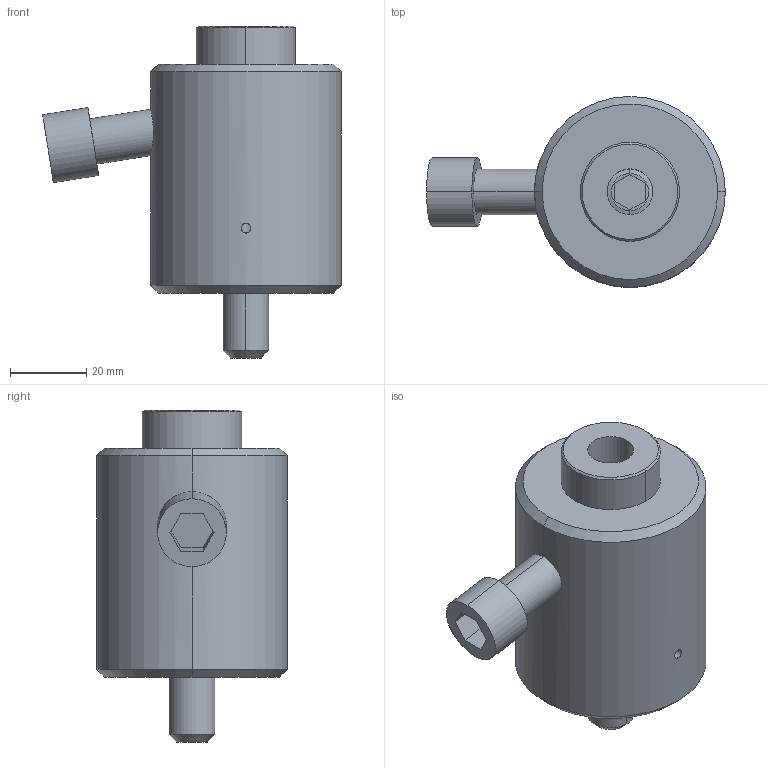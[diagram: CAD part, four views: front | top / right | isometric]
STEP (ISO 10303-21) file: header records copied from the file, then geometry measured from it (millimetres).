
FILE_DESCRIPTION (( 'STEP AP203' ), '1' );
FILE_NAME ('bj351-12001.STEP', '2021-10-25T01:24:34', ( '' ), ( '' ), 'SwSTEP 2.0', 'SolidWorks 2020', '' );
FILE_SCHEMA (( 'CONFIG_CONTROL_DESIGN' ));
Length unit declared in the file: millimetre
Products named in the file (4): bj351-12001; bj351-12001_02; bj351-12001_03; bj351-12001_01
Assembly tree (3 placements, depth 2):
  bj351-12001
    bj351-12001_01
    bj351-12001_02
    bj351-12001_03
Bounding box: 78.27 x 50 x 87 mm (x, y, z)
Volume: 115832.7 mm3; surface area: 27218.3 mm2
Topology: 3 solids, 3 shells, 56 faces, 121 edges, 76 vertices
Faces by surface type: plane 24, cylinder 20, cone 10, torus 2
Entity records: 2091 total; most frequent: CARTESIAN_POINT 415, DIRECTION 287, ORIENTED_EDGE 242, EDGE_CURVE 121, AXIS2_PLACEMENT_3D 110, VERTEX_POINT 76, EDGE_LOOP 67, VECTOR 67
